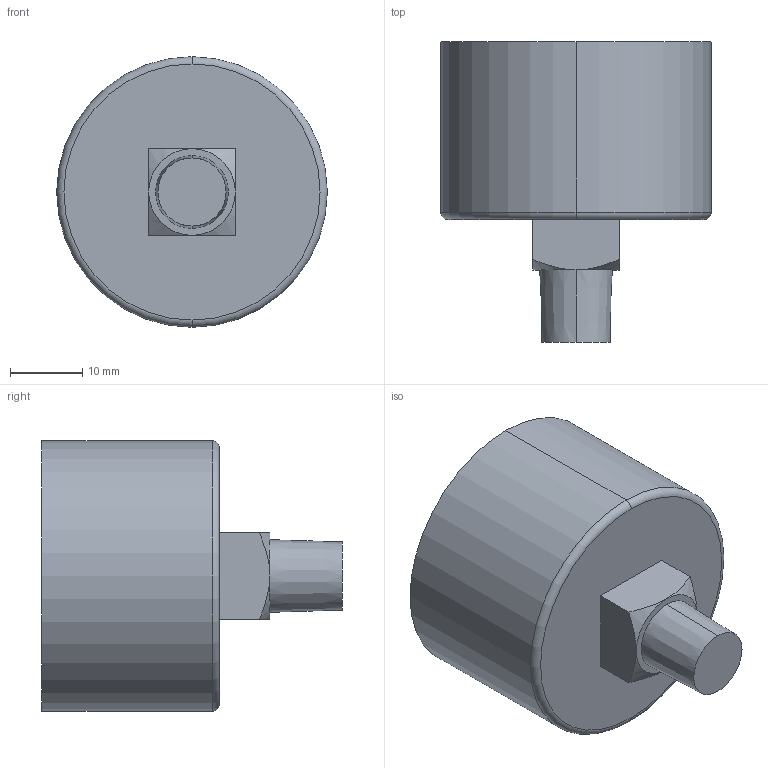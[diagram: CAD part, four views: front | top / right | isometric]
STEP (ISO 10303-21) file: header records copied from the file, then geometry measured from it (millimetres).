
FILE_DESCRIPTION (( 'STEP AP214' ), '1' );
FILE_NAME ('G36-10-01.step.step', '2015-02-03T08:47:25', ( 'Windows User' ), ( '' ), 'SwSTEP 2.0', 'SolidWorks 2015', '' );
FILE_SCHEMA (( 'AUTOMOTIVE_DESIGN' ));
Length unit declared in the file: millimetre
Products named in the file (2): G36-10-01.step_G36_Std; G36-10-01.step
Assembly tree (1 placements, depth 2):
  G36-10-01.step
    G36-10-01.step_G36_Std
Bounding box: 37.5 x 41.6 x 37.5 mm (x, y, z)
Volume: 28888.2 mm3; surface area: 5669.6 mm2
Topology: 1 solids, 1 shells, 18 faces, 36 edges, 22 vertices
Faces by surface type: plane 8, cone 6, torus 2, cylinder 2
Entity records: 582 total; most frequent: CARTESIAN_POINT 144, DIRECTION 88, ORIENTED_EDGE 72, AXIS2_PLACEMENT_3D 38, EDGE_CURVE 36, VERTEX_POINT 22, EDGE_LOOP 20, FACE_OUTER_BOUND 18
